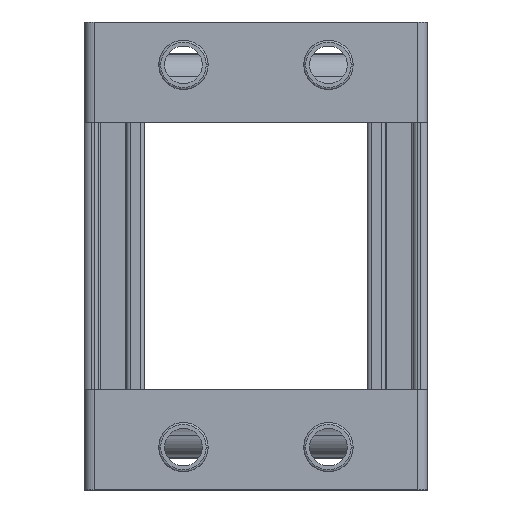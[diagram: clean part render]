
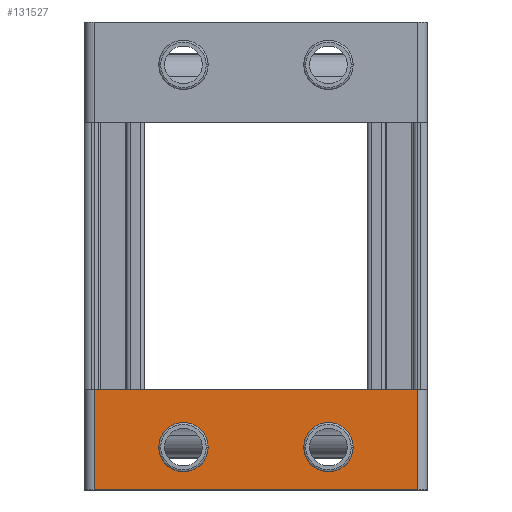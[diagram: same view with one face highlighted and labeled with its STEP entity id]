
A CAD part, left-side view. The second image highlights one B-rep face of the part: STEP entity #131527.
In plain terms, the highlighted planar face has unit normal (-1, 0, 0).
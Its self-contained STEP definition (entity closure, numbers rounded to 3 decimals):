
#5003 = CARTESIAN_POINT ( 'NONE',  ( -162.222, 106.907, -40.866 ) ) ;
#5358 = FACE_OUTER_BOUND ( 'NONE', #88933, .T. ) ;
#8423 = DIRECTION ( 'NONE',  ( 0., 0., 1. ) ) ;
#9206 = EDGE_CURVE ( 'NONE', #53655, #118085, #148428, .T. ) ;
#12566 = ORIENTED_EDGE ( 'NONE', *, *, #140129, .F. ) ;
#14105 = DIRECTION ( 'NONE',  ( 1., 0., 0. ) ) ;
#22692 = ORIENTED_EDGE ( 'NONE', *, *, #137489, .T. ) ;
#27986 = CIRCLE ( 'NONE', #80004, 3.75 ) ;
#36159 = DIRECTION ( 'NONE',  ( -1., 0., 0. ) ) ;
#48060 = ORIENTED_EDGE ( 'NONE', *, *, #71406, .T. ) ;
#52378 = LINE ( 'NONE', #152809, #74246 ) ;
#53655 = VERTEX_POINT ( 'NONE', #165461 ) ;
#54072 = ORIENTED_EDGE ( 'NONE', *, *, #125857, .T. ) ;
#54294 = VECTOR ( 'NONE', #55141, 1000. ) ;
#55141 = DIRECTION ( 'NONE',  ( 0., -1., 0. ) ) ;
#57942 = VECTOR ( 'NONE', #133815, 1000. ) ;
#62272 = CARTESIAN_POINT ( 'NONE',  ( -162.222, 120.424, -32.166 ) ) ;
#65106 = CARTESIAN_POINT ( 'NONE',  ( -162.222, 121.924, -130.327 ) ) ;
#66804 = LINE ( 'NONE', #132010, #57942 ) ;
#68278 = DIRECTION ( 'NONE',  ( 0., 0., -1. ) ) ;
#69591 = VERTEX_POINT ( 'NONE', #138231 ) ;
#71406 = EDGE_CURVE ( 'NONE', #76884, #167619, #119625, .T. ) ;
#71491 = EDGE_LOOP ( 'NONE', ( #22692, #95102 ) ) ;
#71528 = DIRECTION ( 'NONE',  ( 1., 0., 0. ) ) ;
#72070 = EDGE_LOOP ( 'NONE', ( #110950, #54072 ) ) ;
#72711 = DIRECTION ( 'NONE',  ( 0., 0., 1. ) ) ;
#73100 = DIRECTION ( 'NONE',  ( 0., 0., 1. ) ) ;
#74246 = VECTOR ( 'NONE', #68278, 1000. ) ;
#75535 = VECTOR ( 'NONE', #93977, 1000. ) ;
#76884 = VERTEX_POINT ( 'NONE', #176087 ) ;
#77062 = CIRCLE ( 'NONE', #137830, 3.75 ) ;
#78646 = PLANE ( 'NONE',  #98307 ) ;
#80004 = AXIS2_PLACEMENT_3D ( 'NONE', #85101, #71528, #112280 ) ;
#82258 = CARTESIAN_POINT ( 'NONE',  ( -162.222, 121.924, -47.366 ) ) ;
#85101 = CARTESIAN_POINT ( 'NONE',  ( -162.222, 106.907, -40.866 ) ) ;
#88933 = EDGE_LOOP ( 'NONE', ( #12566, #148249, #48060, #162794 ) ) ;
#93977 = DIRECTION ( 'NONE',  ( 0., -1., 0. ) ) ;
#95102 = ORIENTED_EDGE ( 'NONE', *, *, #107822, .T. ) ;
#96186 = CARTESIAN_POINT ( 'NONE',  ( -162.222, 71.389, -32.166 ) ) ;
#98307 = AXIS2_PLACEMENT_3D ( 'NONE', #65106, #36159, #8423 ) ;
#107187 = EDGE_CURVE ( 'NONE', #180208, #167619, #52378, .T. ) ;
#107822 = EDGE_CURVE ( 'NONE', #69591, #115390, #27986, .T. ) ;
#110950 = ORIENTED_EDGE ( 'NONE', *, *, #9206, .T. ) ;
#112280 = DIRECTION ( 'NONE',  ( 0., 0., 1. ) ) ;
#112442 = CARTESIAN_POINT ( 'NONE',  ( -162.222, 95.914, -32.166 ) ) ;
#113243 = CARTESIAN_POINT ( 'NONE',  ( -162.222, 84.907, -40.866 ) ) ;
#115390 = VERTEX_POINT ( 'NONE', #177781 ) ;
#116478 = DIRECTION ( 'NONE',  ( 1., 0., 0. ) ) ;
#118085 = VERTEX_POINT ( 'NONE', #176582 ) ;
#119625 = LINE ( 'NONE', #82258, #75535 ) ;
#121485 = EDGE_CURVE ( 'NONE', #76884, #138286, #66804, .T. ) ;
#125129 = AXIS2_PLACEMENT_3D ( 'NONE', #5003, #116478, #72711 ) ;
#125701 = DIRECTION ( 'NONE',  ( 0., 0., 1. ) ) ;
#125857 = EDGE_CURVE ( 'NONE', #118085, #53655, #77062, .T. ) ;
#126668 = FACE_BOUND ( 'NONE', #72070, .T. ) ;
#128656 = DIRECTION ( 'NONE',  ( 1., 0., 0. ) ) ;
#129180 = CARTESIAN_POINT ( 'NONE',  ( -162.222, 71.389, -47.366 ) ) ;
#131527 = ADVANCED_FACE ( 'NONE', ( #5358, #126668, #173075 ), #78646, .T. ) ;
#132010 = CARTESIAN_POINT ( 'NONE',  ( -162.222, 120.424, -42.366 ) ) ;
#133815 = DIRECTION ( 'NONE',  ( 0., 0., 1. ) ) ;
#135884 = LINE ( 'NONE', #112442, #54294 ) ;
#137489 = EDGE_CURVE ( 'NONE', #115390, #69591, #147676, .T. ) ;
#137830 = AXIS2_PLACEMENT_3D ( 'NONE', #113243, #128656, #73100 ) ;
#138231 = CARTESIAN_POINT ( 'NONE',  ( -162.222, 106.907, -44.616 ) ) ;
#138286 = VERTEX_POINT ( 'NONE', #62272 ) ;
#140129 = EDGE_CURVE ( 'NONE', #138286, #180208, #135884, .T. ) ;
#140534 = CARTESIAN_POINT ( 'NONE',  ( -162.222, 84.907, -40.866 ) ) ;
#147676 = CIRCLE ( 'NONE', #125129, 3.75 ) ;
#148249 = ORIENTED_EDGE ( 'NONE', *, *, #121485, .F. ) ;
#148428 = CIRCLE ( 'NONE', #159418, 3.75 ) ;
#152809 = CARTESIAN_POINT ( 'NONE',  ( -162.222, 71.389, -130.327 ) ) ;
#159418 = AXIS2_PLACEMENT_3D ( 'NONE', #140534, #14105, #125701 ) ;
#162794 = ORIENTED_EDGE ( 'NONE', *, *, #107187, .F. ) ;
#165461 = CARTESIAN_POINT ( 'NONE',  ( -162.222, 84.907, -37.116 ) ) ;
#167619 = VERTEX_POINT ( 'NONE', #129180 ) ;
#173075 = FACE_BOUND ( 'NONE', #71491, .T. ) ;
#176087 = CARTESIAN_POINT ( 'NONE',  ( -162.222, 120.424, -47.366 ) ) ;
#176582 = CARTESIAN_POINT ( 'NONE',  ( -162.222, 84.907, -44.616 ) ) ;
#177781 = CARTESIAN_POINT ( 'NONE',  ( -162.222, 106.907, -37.116 ) ) ;
#180208 = VERTEX_POINT ( 'NONE', #96186 ) ;
